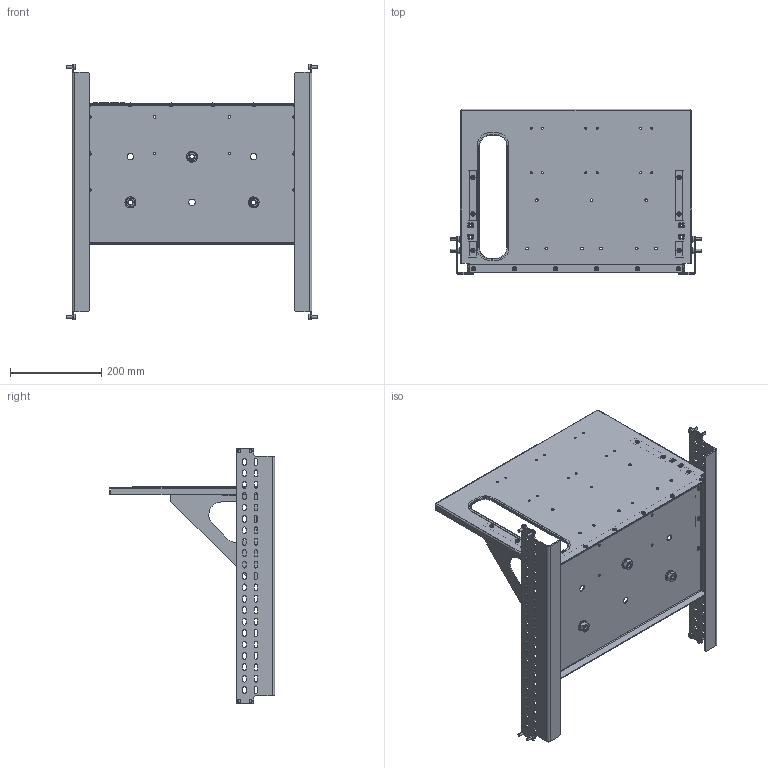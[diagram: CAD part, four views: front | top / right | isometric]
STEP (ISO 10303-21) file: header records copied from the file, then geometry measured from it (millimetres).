
FILE_DESCRIPTION (( 'STEP AP214' ), '1' );
FILE_NAME ('MPFC90 Ìîäóëü ìîíòàæíûé äëÿ óñòðîéñòâà ÓÊÐÌ 3õ30 êÂÀð.step', '2020-11-05T18:34:01', ( '' ), ( '' ), 'SwSTEP 2.0', 'SolidWorks 2019', '' );
FILE_SCHEMA (( 'AUTOMOTIVE_DESIGN' ));
Length unit declared in the file: millimetre
Products named in the file (54): Âèíò ñàìîíàðåçàþùèé Ì6 DIN 7516À; Çàêëåïêà 5,0õ8; Ãàéêà êëåòåâàÿ Ì6_3À; Ãàéêà ÃÎÑÒ 5927-70_12.6G.8; AVT001.08.00.02 ﾍ瑜粱; ﾘ琺矜 01.019 ﾃﾎﾑﾒ11371-78_12; Çàùèòíàÿ êðîìêà KG-020; Ãàéêà ÃÎÑÒ 5927-70; ﾘ琺矜 01.019 ﾃﾎﾑﾒ11371-78; AVT102.13.00.01 眈翴錪; Çàêëåïêà 5,0õ8_00; AVT102.13.00.02 Ïàíåëü âåðòèêàëüíàÿ_00; AVT102.13.00.03 凎摫螵00; MPFC90 Ìîäóëü ìîíòàæíûé äëÿ óñòðîéñòâà ÓÊÐÌ 3õ30 êÂÀð; AVT102.13.00.02 Ïàíåëü âåðòèêàëüíàÿ; AVT102.13.00.03 ﾐ裔; AVT102.13.00.01 眈翴錪_00; Âèíò ñàìîíàðåçàþùèé Ì6 DIN 7516À_6å16; AVT001.08.00.02 ﾍ瑜粱_00
Assembly tree (43 placements, depth 2):
  Âèíò ñàìîíàðåçàþùèé Ì6 DIN 7516À
  Çàêëåïêà 5,0õ8
  Çàêëåïêà 5,0õ8
  Çàêëåïêà 5,0õ8
  Âèíò ñàìîíàðåçàþùèé Ì6 DIN 7516À
Bounding box: 552 x 363 x 560 mm (x, y, z)
Volume: 1199371.2 mm3; surface area: 1125982 mm2
Topology: 43 solids, 43 shells, 1436 faces, 3782 edges, 2422 vertices
Faces by surface type: plane 732, cylinder 592, cone 60, bspline 36, sphere 16
Entity records: 21948 total; most frequent: CARTESIAN_POINT 3843, DIRECTION 3660, ORIENTED_EDGE 3452, EDGE_CURVE 1726, AXIS2_PLACEMENT_3D 1292, VERTEX_POINT 1109, VECTOR 1076, LINE 1076
